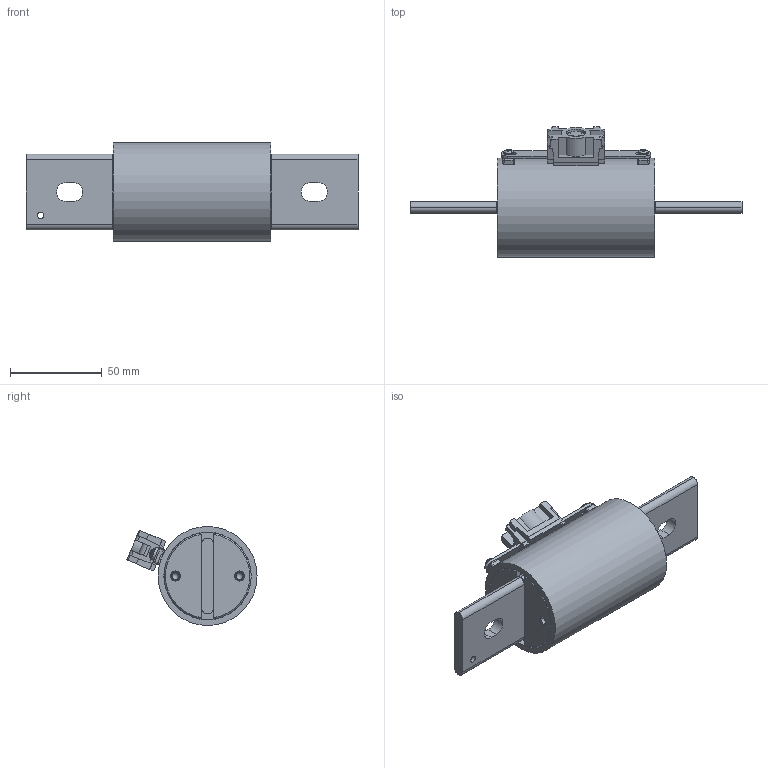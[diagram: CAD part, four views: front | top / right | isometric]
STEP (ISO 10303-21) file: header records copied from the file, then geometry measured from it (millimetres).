
FILE_DESCRIPTION (( 'STEP AP214' ), '1' );
FILE_NAME ('702197rev-.STEP', '2017-09-11T15:38:54', ( '' ), ( '' ), 'SwSTEP 2.0', 'SolidWorks 2016', '' );
FILE_SCHEMA (( 'AUTOMOTIVE_DESIGN' ));
Length unit declared in the file: inch
Products named in the file (1): 702197rev-
Bounding box: 180.97 x 70.94 x 53.98 mm (x, y, z)
Volume: 110443.2 mm3; surface area: 60560.4 mm2
Topology: 24 solids, 24 shells, 755 faces, 1980 edges, 1265 vertices
Faces by surface type: plane 374, cylinder 246, cone 67, bspline 27, sphere 26, torus 15
Full cylindrical faces by diameter (mm): 1.27 x1, 2.057 x1, 2.578 x4, 3.175 x2, 3.556 x1, 3.708 x4, 4.318 x2, 4.762 x4, 4.877 x4, 5.563 x2, 9.271 x1, 47.549 x2, 47.625 x1, 53.975 x1
Entity records: 39253 total; most frequent: CARTESIAN_POINT 11824, ORIENTED_EDGE 3704, DIRECTION 3393, EDGE_CURVE 1852, VERTEX_POINT 1226, AXIS2_PLACEMENT_3D 1172, LINE 1049, VECTOR 1049
